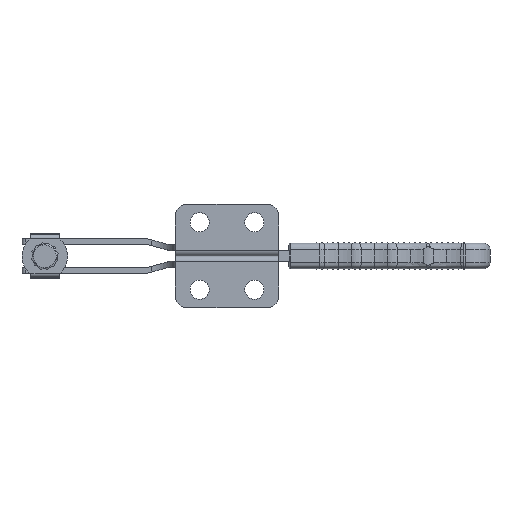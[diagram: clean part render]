
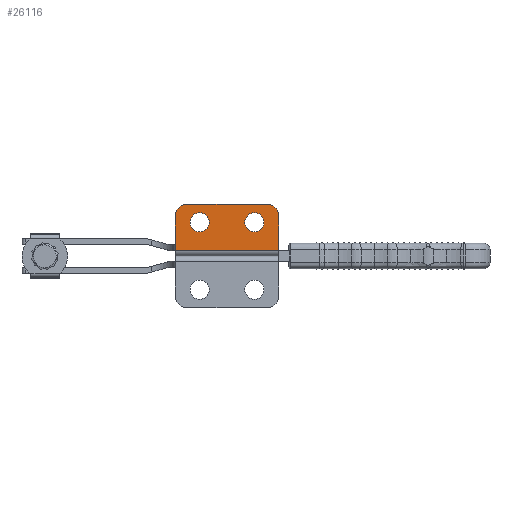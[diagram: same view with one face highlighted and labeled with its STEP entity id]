
A CAD part, front view. The second image highlights one B-rep face of the part: STEP entity #26116.
In plain terms, the highlighted planar face has unit normal (0, -1, 0).
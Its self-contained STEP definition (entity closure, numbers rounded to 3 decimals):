
#185 = DIRECTION ( 'NONE',  ( 1., 0., 0. ) ) ;
#243 = CARTESIAN_POINT ( 'NONE',  ( 57., 0., 3. ) ) ;
#991 = AXIS2_PLACEMENT_3D ( 'NONE', #27295, #5759, #30901 ) ;
#2126 = EDGE_CURVE ( 'NONE', #18639, #7209, #46488, .T. ) ;
#2534 = ORIENTED_EDGE ( 'NONE', *, *, #10949, .T. ) ;
#4659 = DIRECTION ( 'NONE',  ( 0., -1., 0. ) ) ;
#4948 = ORIENTED_EDGE ( 'NONE', *, *, #13571, .F. ) ;
#5356 = VERTEX_POINT ( 'NONE', #34240 ) ;
#5759 = DIRECTION ( 'NONE',  ( 0., -1., 0. ) ) ;
#6672 = VECTOR ( 'NONE', #37124, 1000. ) ;
#7209 = VERTEX_POINT ( 'NONE', #18252 ) ;
#7368 = ORIENTED_EDGE ( 'NONE', *, *, #30000, .T. ) ;
#8324 = DIRECTION ( 'NONE',  ( 0., -1., 0. ) ) ;
#8399 = VERTEX_POINT ( 'NONE', #10822 ) ;
#9155 = EDGE_LOOP ( 'NONE', ( #2534, #13614, #18416, #7368, #20082, #12704 ) ) ;
#9467 = CARTESIAN_POINT ( 'NONE',  ( 57., 0., 21.5 ) ) ;
#10247 = FACE_BOUND ( 'NONE', #43443, .T. ) ;
#10822 = CARTESIAN_POINT ( 'NONE',  ( 43.5, 0., 23.75 ) ) ;
#10949 = EDGE_CURVE ( 'NONE', #7209, #23151, #41325, .T. ) ;
#11023 = DIRECTION ( 'NONE',  ( 0., 0., -1. ) ) ;
#11142 = ORIENTED_EDGE ( 'NONE', *, *, #20255, .F. ) ;
#11350 = DIRECTION ( 'NONE',  ( 0., -1., 0. ) ) ;
#11749 = LINE ( 'NONE', #25828, #39272 ) ;
#12142 = CIRCLE ( 'NONE', #12274, 5.25 ) ;
#12274 = AXIS2_PLACEMENT_3D ( 'NONE', #29814, #8324, #33451 ) ;
#12385 = CIRCLE ( 'NONE', #28714, 5.25 ) ;
#12410 = AXIS2_PLACEMENT_3D ( 'NONE', #33948, #12441, #37537 ) ;
#12441 = DIRECTION ( 'NONE',  ( 0., -1., 0. ) ) ;
#12704 = ORIENTED_EDGE ( 'NONE', *, *, #2126, .T. ) ;
#13571 = EDGE_CURVE ( 'NONE', #5356, #43744, #42774, .T. ) ;
#13614 = ORIENTED_EDGE ( 'NONE', *, *, #18459, .T. ) ;
#14538 = AXIS2_PLACEMENT_3D ( 'NONE', #37892, #16406, #41507 ) ;
#14658 = VERTEX_POINT ( 'NONE', #243 ) ;
#15240 = AXIS2_PLACEMENT_3D ( 'NONE', #32845, #11350, #36433 ) ;
#16208 = LINE ( 'NONE', #33067, #6672 ) ;
#16406 = DIRECTION ( 'NONE',  ( 0., -1., 0. ) ) ;
#16953 = CARTESIAN_POINT ( 'NONE',  ( 50., 0., 28.5 ) ) ;
#18252 = CARTESIAN_POINT ( 'NONE',  ( 0., 0., 21.5 ) ) ;
#18416 = ORIENTED_EDGE ( 'NONE', *, *, #29026, .F. ) ;
#18459 = EDGE_CURVE ( 'NONE', #23151, #14658, #40357, .T. ) ;
#18508 = DIRECTION ( 'NONE',  ( 0., 1., 0. ) ) ;
#18639 = VERTEX_POINT ( 'NONE', #41150 ) ;
#19776 = FACE_OUTER_BOUND ( 'NONE', #9155, .T. ) ;
#20082 = ORIENTED_EDGE ( 'NONE', *, *, #42981, .T. ) ;
#20115 = VECTOR ( 'NONE', #185, 1000. ) ;
#20255 = EDGE_CURVE ( 'NONE', #8399, #30627, #12142, .T. ) ;
#21050 = CARTESIAN_POINT ( 'NONE',  ( 13.5, 0., 13.25 ) ) ;
#22189 = VERTEX_POINT ( 'NONE', #9467 ) ;
#23151 = VERTEX_POINT ( 'NONE', #42613 ) ;
#24443 = AXIS2_PLACEMENT_3D ( 'NONE', #43461, #18508, #43624 ) ;
#25828 = CARTESIAN_POINT ( 'NONE',  ( 50., 0., 28.5 ) ) ;
#26116 = ADVANCED_FACE ( 'NONE', ( #19776, #10247, #38888 ), #40026, .F. ) ;
#26194 = CARTESIAN_POINT ( 'NONE',  ( 43.5, 0., 18.5 ) ) ;
#27295 = CARTESIAN_POINT ( 'NONE',  ( 13.5, 0., 18.5 ) ) ;
#27581 = EDGE_CURVE ( 'NONE', #30627, #8399, #12385, .T. ) ;
#28714 = AXIS2_PLACEMENT_3D ( 'NONE', #26194, #4659, #29786 ) ;
#29026 = EDGE_CURVE ( 'NONE', #22189, #14658, #16208, .T. ) ;
#29424 = DIRECTION ( 'NONE',  ( -1., 0., 0. ) ) ;
#29786 = DIRECTION ( 'NONE',  ( 0., 0., -1. ) ) ;
#29814 = CARTESIAN_POINT ( 'NONE',  ( 43.5, 0., 18.5 ) ) ;
#30000 = EDGE_CURVE ( 'NONE', #22189, #40675, #46525, .T. ) ;
#30627 = VERTEX_POINT ( 'NONE', #40812 ) ;
#30901 = DIRECTION ( 'NONE',  ( 0., 0., -1. ) ) ;
#32385 = CARTESIAN_POINT ( 'NONE',  ( 0., 0., 3. ) ) ;
#32845 = CARTESIAN_POINT ( 'NONE',  ( 50., 0., 21.5 ) ) ;
#33067 = CARTESIAN_POINT ( 'NONE',  ( 57., 0., 3. ) ) ;
#33451 = DIRECTION ( 'NONE',  ( 0., 0., -1. ) ) ;
#33948 = CARTESIAN_POINT ( 'NONE',  ( 13.5, 0., 18.5 ) ) ;
#34240 = CARTESIAN_POINT ( 'NONE',  ( 13.5, 0., 23.75 ) ) ;
#36102 = CARTESIAN_POINT ( 'NONE',  ( 0., 0., 3. ) ) ;
#36433 = DIRECTION ( 'NONE',  ( 0., 0., -1. ) ) ;
#37124 = DIRECTION ( 'NONE',  ( 0., 0., -1. ) ) ;
#37537 = DIRECTION ( 'NONE',  ( 0., 0., -1. ) ) ;
#37892 = CARTESIAN_POINT ( 'NONE',  ( 7., 0., 21.5 ) ) ;
#38168 = EDGE_CURVE ( 'NONE', #43744, #5356, #41239, .T. ) ;
#38888 = FACE_BOUND ( 'NONE', #41336, .T. ) ;
#39272 = VECTOR ( 'NONE', #29424, 1000. ) ;
#39462 = ORIENTED_EDGE ( 'NONE', *, *, #38168, .F. ) ;
#40026 = PLANE ( 'NONE',  #24443 ) ;
#40357 = LINE ( 'NONE', #32385, #20115 ) ;
#40675 = VERTEX_POINT ( 'NONE', #16953 ) ;
#40812 = CARTESIAN_POINT ( 'NONE',  ( 43.5, 0., 13.25 ) ) ;
#41150 = CARTESIAN_POINT ( 'NONE',  ( 7., 0., 28.5 ) ) ;
#41239 = CIRCLE ( 'NONE', #12410, 5.25 ) ;
#41325 = LINE ( 'NONE', #36102, #42448 ) ;
#41336 = EDGE_LOOP ( 'NONE', ( #39462, #4948 ) ) ;
#41507 = DIRECTION ( 'NONE',  ( 0., 0., -1. ) ) ;
#42448 = VECTOR ( 'NONE', #11023, 1000. ) ;
#42613 = CARTESIAN_POINT ( 'NONE',  ( 0., 0., 3. ) ) ;
#42774 = CIRCLE ( 'NONE', #991, 5.25 ) ;
#42981 = EDGE_CURVE ( 'NONE', #40675, #18639, #11749, .T. ) ;
#43443 = EDGE_LOOP ( 'NONE', ( #46397, #11142 ) ) ;
#43461 = CARTESIAN_POINT ( 'NONE',  ( 0., 0., 3. ) ) ;
#43624 = DIRECTION ( 'NONE',  ( 0., 0., 1. ) ) ;
#43744 = VERTEX_POINT ( 'NONE', #21050 ) ;
#46397 = ORIENTED_EDGE ( 'NONE', *, *, #27581, .F. ) ;
#46488 = CIRCLE ( 'NONE', #14538, 7. ) ;
#46525 = CIRCLE ( 'NONE', #15240, 7. ) ;
